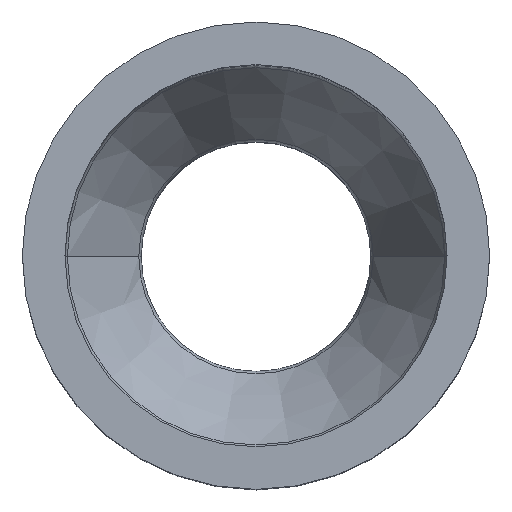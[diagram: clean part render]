
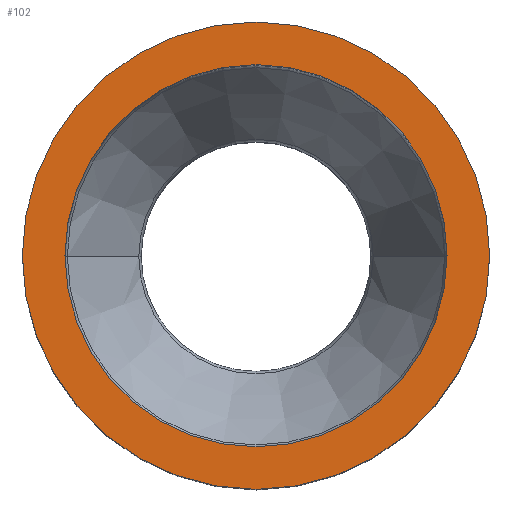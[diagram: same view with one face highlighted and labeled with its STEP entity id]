
A CAD part, top view. The second image highlights one B-rep face of the part: STEP entity #102.
In plain terms, the highlighted planar face has unit normal (0, 0, 1).
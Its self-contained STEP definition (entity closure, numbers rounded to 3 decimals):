
#2 = DIRECTION ( 'NONE',  ( 0., 0., -1. ) ) ;
#6 = ORIENTED_EDGE ( 'NONE', *, *, #275, .F. ) ;
#7 = AXIS2_PLACEMENT_3D ( 'NONE', #353, #307, #94 ) ;
#33 = DIRECTION ( 'NONE',  ( 1., 0., 0. ) ) ;
#69 = DIRECTION ( 'NONE',  ( -1., 0., 0. ) ) ;
#72 = CIRCLE ( 'NONE', #612, 62.5 ) ;
#94 = DIRECTION ( 'NONE',  ( -1., 0., 0. ) ) ;
#102 = ADVANCED_FACE ( 'NONE', ( #537, #641 ), #340, .T. ) ;
#108 = CARTESIAN_POINT ( 'NONE',  ( 62.5, 0., 109.952 ) ) ;
#116 = VERTEX_POINT ( 'NONE', #189 ) ;
#119 = CIRCLE ( 'NONE', #7, 51.1 ) ;
#138 = CARTESIAN_POINT ( 'NONE',  ( -51.1, 0., 109.952 ) ) ;
#185 = AXIS2_PLACEMENT_3D ( 'NONE', #535, #441, #33 ) ;
#189 = CARTESIAN_POINT ( 'NONE',  ( 51.1, 0., 109.952 ) ) ;
#200 = VERTEX_POINT ( 'NONE', #552 ) ;
#204 = ORIENTED_EDGE ( 'NONE', *, *, #223, .T. ) ;
#223 = EDGE_CURVE ( 'NONE', #116, #265, #119, .T. ) ;
#246 = DIRECTION ( 'NONE',  ( 0., 0., -1. ) ) ;
#265 = VERTEX_POINT ( 'NONE', #138 ) ;
#275 = EDGE_CURVE ( 'NONE', #200, #317, #72, .T. ) ;
#293 = CIRCLE ( 'NONE', #655, 51.1 ) ;
#307 = DIRECTION ( 'NONE',  ( 0., 0., -1. ) ) ;
#317 = VERTEX_POINT ( 'NONE', #108 ) ;
#331 = CARTESIAN_POINT ( 'NONE',  ( 0., 0., 109.952 ) ) ;
#335 = CIRCLE ( 'NONE', #529, 62.5 ) ;
#340 = PLANE ( 'NONE',  #185 ) ;
#353 = CARTESIAN_POINT ( 'NONE',  ( 0., 0., 109.952 ) ) ;
#439 = EDGE_CURVE ( 'NONE', #317, #200, #335, .T. ) ;
#441 = DIRECTION ( 'NONE',  ( 0., 0., 1. ) ) ;
#443 = EDGE_LOOP ( 'NONE', ( #6, #494 ) ) ;
#494 = ORIENTED_EDGE ( 'NONE', *, *, #439, .F. ) ;
#501 = CARTESIAN_POINT ( 'NONE',  ( 0., 0., 109.952 ) ) ;
#524 = ORIENTED_EDGE ( 'NONE', *, *, #636, .T. ) ;
#526 = DIRECTION ( 'NONE',  ( 0., 0., -1. ) ) ;
#529 = AXIS2_PLACEMENT_3D ( 'NONE', #331, #526, #69 ) ;
#535 = CARTESIAN_POINT ( 'NONE',  ( -51.1, 0., 109.952 ) ) ;
#537 = FACE_BOUND ( 'NONE', #595, .T. ) ;
#547 = DIRECTION ( 'NONE',  ( -1., 0., 0. ) ) ;
#552 = CARTESIAN_POINT ( 'NONE',  ( -62.5, 0., 109.952 ) ) ;
#595 = EDGE_LOOP ( 'NONE', ( #524, #204 ) ) ;
#597 = CARTESIAN_POINT ( 'NONE',  ( 0., 0., 109.952 ) ) ;
#612 = AXIS2_PLACEMENT_3D ( 'NONE', #501, #246, #657 ) ;
#636 = EDGE_CURVE ( 'NONE', #265, #116, #293, .T. ) ;
#641 = FACE_OUTER_BOUND ( 'NONE', #443, .T. ) ;
#655 = AXIS2_PLACEMENT_3D ( 'NONE', #597, #2, #547 ) ;
#657 = DIRECTION ( 'NONE',  ( -1., 0., 0. ) ) ;
